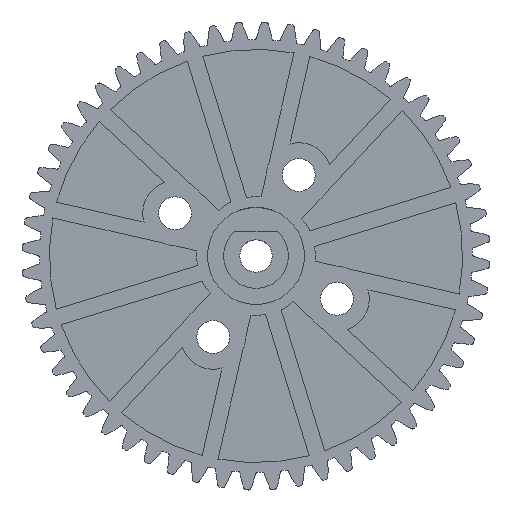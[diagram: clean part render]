
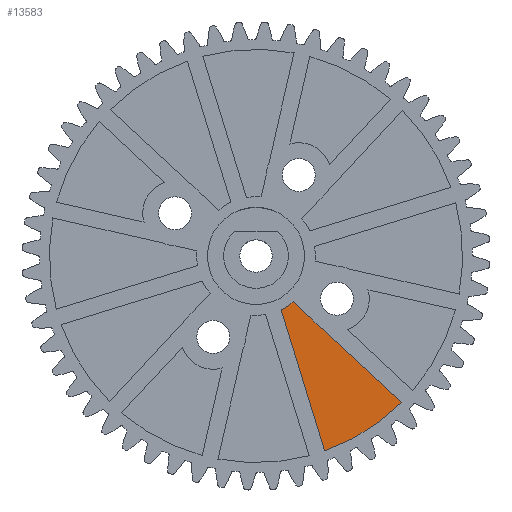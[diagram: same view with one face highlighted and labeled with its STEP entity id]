
A CAD part, front view. The second image highlights one B-rep face of the part: STEP entity #13583.
In plain terms, the highlighted planar face has unit normal (0, -1, 0).
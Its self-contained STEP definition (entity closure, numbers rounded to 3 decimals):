
#156=PLANE('',#14425);
#585=FACE_OUTER_BOUND('',#1314,.T.);
#1314=EDGE_LOOP('',(#9462,#9463,#9464,#9465,#9466,#9467));
#2172=LINE('',#20533,#3554);
#2176=LINE('',#20545,#3558);
#2179=LINE('',#20554,#3561);
#3554=VECTOR('',#16298,13.848);
#3558=VECTOR('',#16310,2.914);
#3561=VECTOR('',#16321,18.271);
#4829=CIRCLE('',#14415,25.55);
#4831=CIRCLE('',#14419,4.);
#4833=CIRCLE('',#14423,7.328);
#5638=VERTEX_POINT('',#20523);
#5639=VERTEX_POINT('',#20525);
#5641=VERTEX_POINT('',#20531);
#5643=VERTEX_POINT('',#20537);
#5645=VERTEX_POINT('',#20543);
#5647=VERTEX_POINT('',#20549);
#7141=EDGE_CURVE('',#5638,#5639,#4829,.T.);
#7145=EDGE_CURVE('',#5641,#5638,#2172,.T.);
#7148=EDGE_CURVE('',#5643,#5641,#4831,.T.);
#7151=EDGE_CURVE('',#5645,#5643,#2176,.T.);
#7154=EDGE_CURVE('',#5647,#5645,#4833,.T.);
#7156=EDGE_CURVE('',#5639,#5647,#2179,.T.);
#9462=ORIENTED_EDGE('',*,*,#7156,.F.);
#9463=ORIENTED_EDGE('',*,*,#7141,.F.);
#9464=ORIENTED_EDGE('',*,*,#7145,.F.);
#9465=ORIENTED_EDGE('',*,*,#7148,.F.);
#9466=ORIENTED_EDGE('',*,*,#7151,.F.);
#9467=ORIENTED_EDGE('',*,*,#7154,.F.);
#13583=ADVANCED_FACE('',(#585),#156,.F.);
#14415=AXIS2_PLACEMENT_3D('',#20526,#16291,#16292);
#14419=AXIS2_PLACEMENT_3D('',#20539,#16304,#16305);
#14423=AXIS2_PLACEMENT_3D('',#20551,#16316,#16317);
#14425=AXIS2_PLACEMENT_3D('',#20555,#16322,#16323);
#16291=DIRECTION('center_axis',(0.,1.,0.));
#16292=DIRECTION('ref_axis',(0.706,0.,-0.708));
#16298=DIRECTION('',(0.733,0.,-0.68));
#16304=DIRECTION('center_axis',(0.,-1.,0.));
#16305=DIRECTION('ref_axis',(0.53,0.,0.848));
#16310=DIRECTION('',(0.733,0.,-0.68));
#16316=DIRECTION('center_axis',(0.,-1.,0.));
#16317=DIRECTION('ref_axis',(-0.633,0.,0.774));
#16321=DIRECTION('',(-0.295,0.,0.956));
#16322=DIRECTION('center_axis',(0.,1.,0.));
#16323=DIRECTION('ref_axis',(0.,0.,1.));
#20523=CARTESIAN_POINT('',(18.035,1.5,-18.098));
#20525=CARTESIAN_POINT('',(8.481,1.5,-24.101));
#20526=CARTESIAN_POINT('Origin',(0.,1.5,0.));
#20531=CARTESIAN_POINT('',(7.884,1.5,-8.679));
#20533=CARTESIAN_POINT('',(7.884,1.5,-8.679));
#20537=CARTESIAN_POINT('',(6.778,1.5,-7.653));
#20539=CARTESIAN_POINT('Origin',(10.003,1.5,-5.287));
#20543=CARTESIAN_POINT('',(4.641,1.5,-5.671));
#20545=CARTESIAN_POINT('',(4.641,1.5,-5.671));
#20549=CARTESIAN_POINT('',(3.095,1.5,-6.642));
#20551=CARTESIAN_POINT('Origin',(0.,1.5,0.));
#20554=CARTESIAN_POINT('',(8.481,1.5,-24.101));
#20555=CARTESIAN_POINT('Origin',(9.344,1.5,-14.901));
